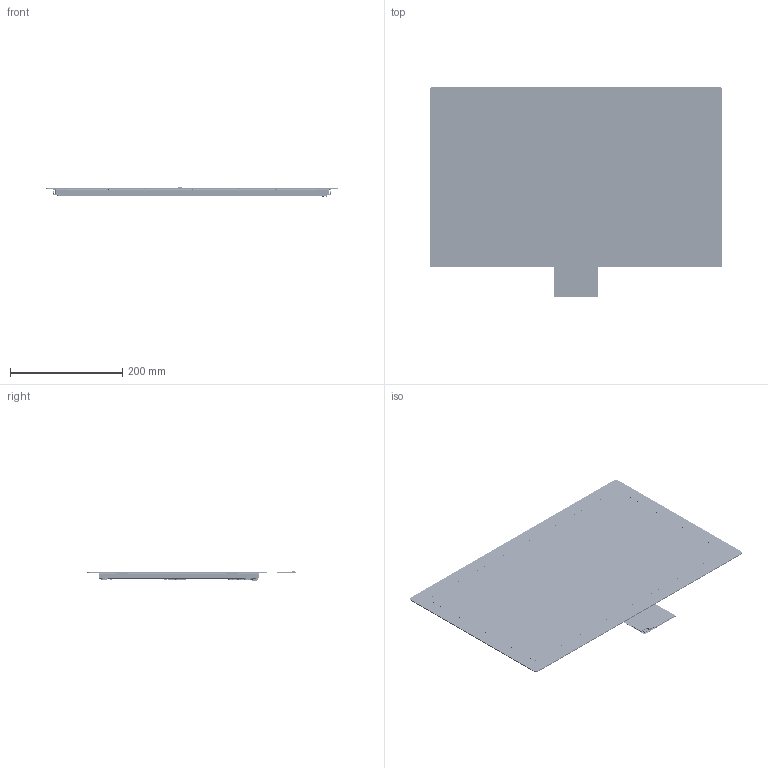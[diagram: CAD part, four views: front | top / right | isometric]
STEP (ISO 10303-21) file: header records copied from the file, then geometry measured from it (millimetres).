
FILE_DESCRIPTION(/* description */ (''),/* implementation_level */ '2;1');
FILE_NAME(/* name */ 'HP_TK-SPA215FH-111.stp',/* time_stamp */ '2025-12-01T16:36:43+09:00',/* author */ ('KIKOU-CAD3'),/* organization */ (''),/* preprocessor_version */ 'ST-DEVELOPER v20',/* originating_system */ 'Autodesk Inventor 2024',/* authorisation */ '');
FILE_SCHEMA (('AUTOMOTIVE_DESIGN { 1 0 10303 214 3 1 1 }'));
Products named in the file (1): TK-SPA215FH-111
Bounding box: 523 x 373.6 x 17.42 mm (x, y, z)
Volume: 765249.9 mm3; surface area: 859574.9 mm2
Topology: 1 solids, 1 shells, 11736 faces, 32315 edges, 20580 vertices
Faces by surface type: plane 7340, cylinder 3482, bspline 278, cone 244, sphere 204, torus 188
Full cylindrical faces by diameter (mm): 0.87 x61, 0.9 x4, 1.1 x2, 2 x4, 2.3 x2, 2.5 x6, 3 x18, 3.6 x6, 4 x8, 4.5 x4, 4.6 x7, 6 x2, 6.2 x3, 6.5 x4, 7 x4, 7.5 x6, 8 x2, 9.6 x2
Entity records: 400194 total; most frequent: CARTESIAN_POINT 97005, ORIENTED_EDGE 64606, DIRECTION 62328, EDGE_CURVE 32303, LINE 23400, VECTOR 23400, VERTEX_POINT 20580, AXIS2_PLACEMENT_3D 19464
